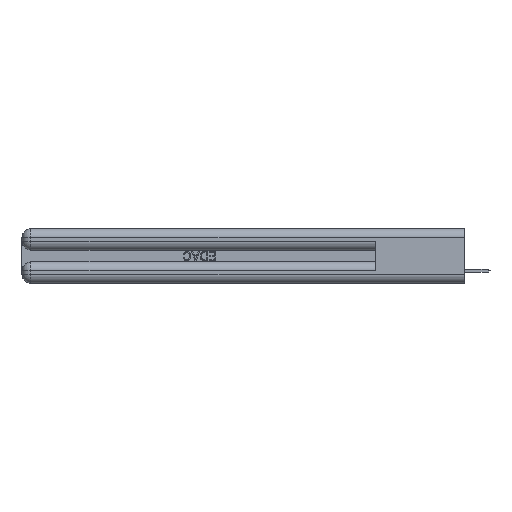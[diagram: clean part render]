
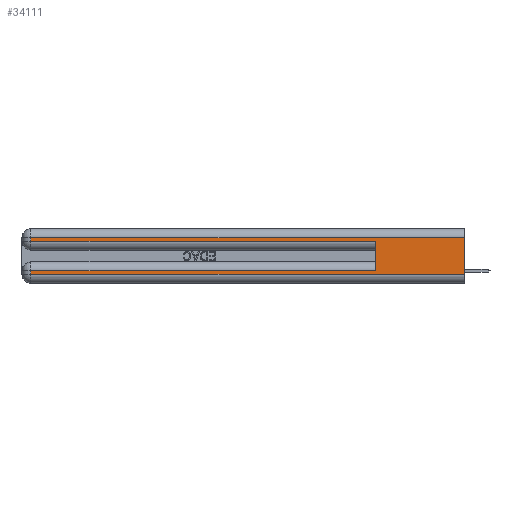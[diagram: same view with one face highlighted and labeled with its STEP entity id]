
A CAD part, left-side view. The second image highlights one B-rep face of the part: STEP entity #34111.
In plain terms, the highlighted planar face has unit normal (-1, 0, 0).
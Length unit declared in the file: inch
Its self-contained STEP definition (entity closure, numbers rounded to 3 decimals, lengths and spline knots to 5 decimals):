
#1506 = ORIENTED_EDGE ( 'NONE', *, *, #47381, .T. ) ;
#1676 = DIRECTION ( 'NONE',  ( 0., -1., 0. ) ) ;
#1954 = ORIENTED_EDGE ( 'NONE', *, *, #14904, .T. ) ;
#2026 = EDGE_CURVE ( 'NONE', #24403, #36110, #48255, .T. ) ;
#2268 = CARTESIAN_POINT ( 'NONE',  ( 0., 2.94, 0.37 ) ) ;
#2333 = CARTESIAN_POINT ( 'NONE',  ( 0., 0., 0.06 ) ) ;
#3766 = CARTESIAN_POINT ( 'NONE',  ( 0., 2.94, 0.31 ) ) ;
#4045 = VERTEX_POINT ( 'NONE', #2333 ) ;
#4329 = LINE ( 'NONE', #47187, #28989 ) ;
#4491 = CARTESIAN_POINT ( 'NONE',  ( 0., 0.6, 0.085 ) ) ;
#6230 = VERTEX_POINT ( 'NONE', #27028 ) ;
#6712 = LINE ( 'NONE', #24121, #49478 ) ;
#6789 = EDGE_CURVE ( 'NONE', #43882, #36110, #4329, .T. ) ;
#7046 = EDGE_CURVE ( 'NONE', #6230, #39845, #41765, .T. ) ;
#7659 = EDGE_CURVE ( 'NONE', #15722, #4045, #6712, .T. ) ;
#7866 = VECTOR ( 'NONE', #36786, 39.37008 ) ;
#7930 = CARTESIAN_POINT ( 'NONE',  ( 0., 2.94, 0.06 ) ) ;
#8405 = CARTESIAN_POINT ( 'NONE',  ( 0., 0., 0.31 ) ) ;
#8499 = PLANE ( 'NONE',  #31480 ) ;
#10715 = ORIENTED_EDGE ( 'NONE', *, *, #28672, .T. ) ;
#14562 = DIRECTION ( 'NONE',  ( 0., 0., -1. ) ) ;
#14887 = DIRECTION ( 'NONE',  ( 0., 0., 1. ) ) ;
#14904 = EDGE_CURVE ( 'NONE', #39845, #4045, #24948, .T. ) ;
#15268 = CARTESIAN_POINT ( 'NONE',  ( 0., 0., 0.31 ) ) ;
#15722 = VERTEX_POINT ( 'NONE', #15268 ) ;
#16037 = CARTESIAN_POINT ( 'NONE',  ( 0., 0.6, 0.285 ) ) ;
#16367 = VECTOR ( 'NONE', #14562, 39.37008 ) ;
#18478 = ORIENTED_EDGE ( 'NONE', *, *, #7659, .F. ) ;
#18612 = DIRECTION ( 'NONE',  ( 0., 1., 0. ) ) ;
#22288 = VECTOR ( 'NONE', #18612, 39.37008 ) ;
#23096 = EDGE_CURVE ( 'NONE', #15722, #45554, #26710, .T. ) ;
#24121 = CARTESIAN_POINT ( 'NONE',  ( 0., 0., 0.37 ) ) ;
#24403 = VERTEX_POINT ( 'NONE', #4491 ) ;
#24948 = LINE ( 'NONE', #32344, #31540 ) ;
#25151 = DIRECTION ( 'NONE',  ( 1., 0., 0. ) ) ;
#26710 = LINE ( 'NONE', #8405, #46028 ) ;
#27028 = CARTESIAN_POINT ( 'NONE',  ( 0., 2.94, 0.085 ) ) ;
#27338 = DIRECTION ( 'NONE',  ( 0., 0., -1. ) ) ;
#28672 = EDGE_CURVE ( 'NONE', #24403, #6230, #31282, .T. ) ;
#28989 = VECTOR ( 'NONE', #47364, 39.37008 ) ;
#30882 = ORIENTED_EDGE ( 'NONE', *, *, #23096, .T. ) ;
#31282 = LINE ( 'NONE', #37804, #22288 ) ;
#31480 = AXIS2_PLACEMENT_3D ( 'NONE', #48438, #25151, #35400 ) ;
#31540 = VECTOR ( 'NONE', #1676, 39.37008 ) ;
#32007 = ORIENTED_EDGE ( 'NONE', *, *, #2026, .F. ) ;
#32344 = CARTESIAN_POINT ( 'NONE',  ( 0., 0., 0.06 ) ) ;
#33002 = EDGE_LOOP ( 'NONE', ( #18478, #30882, #1506, #43013, #32007, #10715, #43786, #1954 ) ) ;
#33994 = CARTESIAN_POINT ( 'NONE',  ( 0., 0.6, 0.145 ) ) ;
#34111 = ADVANCED_FACE ( 'NONE', ( #47976 ), #8499, .F. ) ;
#35296 = DIRECTION ( 'NONE',  ( 0., 1., 0. ) ) ;
#35400 = DIRECTION ( 'NONE',  ( 0., 0., -1. ) ) ;
#36110 = VERTEX_POINT ( 'NONE', #16037 ) ;
#36786 = DIRECTION ( 'NONE',  ( 0., 0., -1. ) ) ;
#37390 = CARTESIAN_POINT ( 'NONE',  ( 0., 2.94, 0.37 ) ) ;
#37804 = CARTESIAN_POINT ( 'NONE',  ( 0., 0., 0.085 ) ) ;
#39845 = VERTEX_POINT ( 'NONE', #7930 ) ;
#41652 = LINE ( 'NONE', #2268, #7866 ) ;
#41765 = LINE ( 'NONE', #37390, #16367 ) ;
#43013 = ORIENTED_EDGE ( 'NONE', *, *, #6789, .T. ) ;
#43786 = ORIENTED_EDGE ( 'NONE', *, *, #7046, .T. ) ;
#43882 = VERTEX_POINT ( 'NONE', #46444 ) ;
#45554 = VERTEX_POINT ( 'NONE', #3766 ) ;
#45852 = VECTOR ( 'NONE', #14887, 39.37008 ) ;
#46028 = VECTOR ( 'NONE', #35296, 39.37008 ) ;
#46444 = CARTESIAN_POINT ( 'NONE',  ( 0., 2.94, 0.285 ) ) ;
#47187 = CARTESIAN_POINT ( 'NONE',  ( 0., 0., 0.285 ) ) ;
#47364 = DIRECTION ( 'NONE',  ( 0., -1., 0. ) ) ;
#47381 = EDGE_CURVE ( 'NONE', #45554, #43882, #41652, .T. ) ;
#47976 = FACE_OUTER_BOUND ( 'NONE', #33002, .T. ) ;
#48255 = LINE ( 'NONE', #33994, #45852 ) ;
#48438 = CARTESIAN_POINT ( 'NONE',  ( 0., 0., 0.37 ) ) ;
#49478 = VECTOR ( 'NONE', #27338, 39.37008 ) ;
